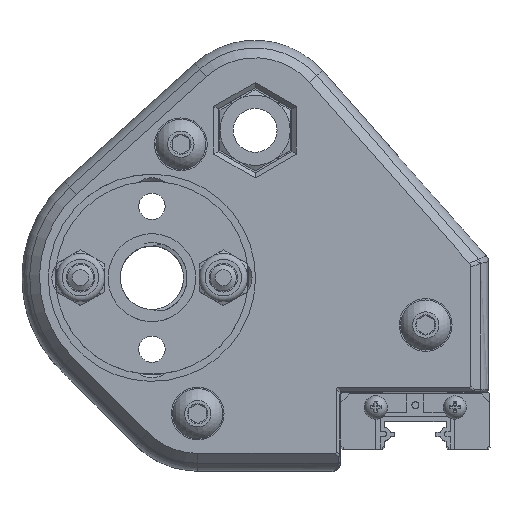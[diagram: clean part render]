
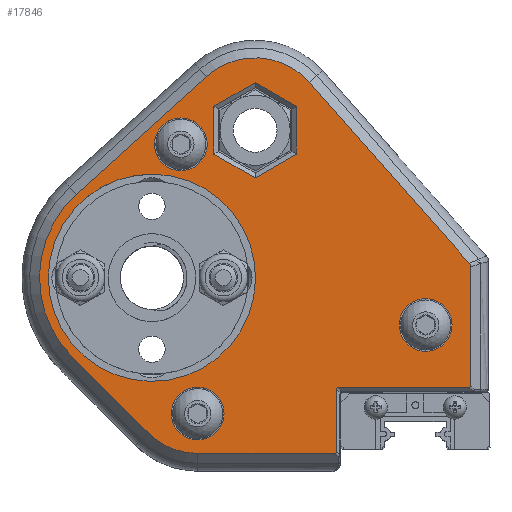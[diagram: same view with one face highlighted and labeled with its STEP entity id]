
A CAD part, top view. The second image highlights one B-rep face of the part: STEP entity #17846.
In plain terms, the highlighted planar face has unit normal (0, 0, 1).
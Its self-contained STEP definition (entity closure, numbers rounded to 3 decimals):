
#93=ELLIPSE('',#19417,0.52,0.3);
#94=ELLIPSE('',#19420,0.52,0.3);
#95=ELLIPSE('',#19423,0.52,0.3);
#101=ELLIPSE('',#19456,1.464,1.);
#811=FACE_BOUND('',#3426,.T.);
#812=FACE_BOUND('',#3427,.T.);
#813=FACE_BOUND('',#3428,.T.);
#814=FACE_BOUND('',#3429,.T.);
#815=FACE_BOUND('',#3430,.T.);
#1151=PLANE('',#19455);
#2289=FACE_OUTER_BOUND('',#3425,.T.);
#3425=EDGE_LOOP('',(#14235,#14236,#14237,#14238,#14239,#14240,#14241,#14242,
#14243,#14244,#14245,#14246,#14247,#14248));
#3426=EDGE_LOOP('',(#14249));
#3427=EDGE_LOOP('',(#14250,#14251,#14252,#14253,#14254,#14255));
#3428=EDGE_LOOP('',(#14256));
#3429=EDGE_LOOP('',(#14257));
#3430=EDGE_LOOP('',(#14258));
#4705=LINE('',#35397,#6024);
#4709=LINE('',#35406,#6028);
#4743=LINE('',#35753,#6062);
#4745=LINE('',#35760,#6064);
#4746=LINE('',#35764,#6065);
#4747=LINE('',#35768,#6066);
#4748=LINE('',#35771,#6067);
#4749=LINE('',#35776,#6068);
#4750=LINE('',#35778,#6069);
#4751=LINE('',#35780,#6070);
#4752=LINE('',#35782,#6071);
#4753=LINE('',#35784,#6072);
#4754=LINE('',#35785,#6073);
#6024=VECTOR('',#22836,10.);
#6028=VECTOR('',#22846,10.);
#6062=VECTOR('',#22950,10.);
#6064=VECTOR('',#22958,10.);
#6065=VECTOR('',#22961,10.);
#6066=VECTOR('',#22964,10.);
#6067=VECTOR('',#22967,10.);
#6068=VECTOR('',#22970,10.);
#6069=VECTOR('',#22971,10.);
#6070=VECTOR('',#22972,10.);
#6071=VECTOR('',#22973,10.);
#6072=VECTOR('',#22974,10.);
#6073=VECTOR('',#22975,10.);
#7002=CIRCLE('',#19457,8.25);
#7003=CIRCLE('',#19458,12.8);
#7004=CIRCLE('',#19459,8.);
#7005=CIRCLE('',#19460,3.);
#7006=CIRCLE('',#19461,11.8);
#7007=CIRCLE('',#19462,3.);
#7008=CIRCLE('',#19463,3.);
#8191=VERTEX_POINT('',#35394);
#8192=VERTEX_POINT('',#35396);
#8193=VERTEX_POINT('',#35400);
#8194=VERTEX_POINT('',#35404);
#8195=VERTEX_POINT('',#35408);
#8198=VERTEX_POINT('',#35423);
#8240=VERTEX_POINT('',#35751);
#8241=VERTEX_POINT('',#35757);
#8242=VERTEX_POINT('',#35759);
#8243=VERTEX_POINT('',#35761);
#8244=VERTEX_POINT('',#35763);
#8245=VERTEX_POINT('',#35765);
#8246=VERTEX_POINT('',#35767);
#8247=VERTEX_POINT('',#35769);
#8248=VERTEX_POINT('',#35772);
#8249=VERTEX_POINT('',#35774);
#8250=VERTEX_POINT('',#35775);
#8251=VERTEX_POINT('',#35777);
#8252=VERTEX_POINT('',#35779);
#8253=VERTEX_POINT('',#35781);
#8254=VERTEX_POINT('',#35783);
#8255=VERTEX_POINT('',#35786);
#8256=VERTEX_POINT('',#35788);
#8257=VERTEX_POINT('',#35790);
#10305=EDGE_CURVE('',#8192,#8191,#4705,.T.);
#10308=EDGE_CURVE('',#8193,#8191,#93,.T.);
#10310=EDGE_CURVE('',#8194,#8193,#4709,.T.);
#10312=EDGE_CURVE('',#8195,#8194,#94,.T.);
#10316=EDGE_CURVE('',#8192,#8198,#95,.T.);
#10372=EDGE_CURVE('',#8240,#8195,#4743,.T.);
#10374=EDGE_CURVE('',#8241,#8240,#101,.T.);
#10375=EDGE_CURVE('',#8241,#8242,#4745,.T.);
#10376=EDGE_CURVE('',#8242,#8243,#7002,.T.);
#10377=EDGE_CURVE('',#8243,#8244,#4746,.T.);
#10378=EDGE_CURVE('',#8244,#8245,#7003,.T.);
#10379=EDGE_CURVE('',#8245,#8246,#4747,.T.);
#10380=EDGE_CURVE('',#8246,#8247,#7004,.T.);
#10381=EDGE_CURVE('',#8247,#8198,#4748,.T.);
#10382=EDGE_CURVE('',#8248,#8248,#7005,.T.);
#10383=EDGE_CURVE('',#8249,#8250,#4749,.T.);
#10384=EDGE_CURVE('',#8250,#8251,#4750,.T.);
#10385=EDGE_CURVE('',#8251,#8252,#4751,.T.);
#10386=EDGE_CURVE('',#8252,#8253,#4752,.T.);
#10387=EDGE_CURVE('',#8253,#8254,#4753,.T.);
#10388=EDGE_CURVE('',#8254,#8249,#4754,.T.);
#10389=EDGE_CURVE('',#8255,#8255,#7006,.T.);
#10390=EDGE_CURVE('',#8256,#8256,#7007,.T.);
#10391=EDGE_CURVE('',#8257,#8257,#7008,.T.);
#14235=ORIENTED_EDGE('',*,*,#10316,.F.);
#14236=ORIENTED_EDGE('',*,*,#10305,.T.);
#14237=ORIENTED_EDGE('',*,*,#10308,.F.);
#14238=ORIENTED_EDGE('',*,*,#10310,.F.);
#14239=ORIENTED_EDGE('',*,*,#10312,.F.);
#14240=ORIENTED_EDGE('',*,*,#10372,.F.);
#14241=ORIENTED_EDGE('',*,*,#10374,.F.);
#14242=ORIENTED_EDGE('',*,*,#10375,.T.);
#14243=ORIENTED_EDGE('',*,*,#10376,.T.);
#14244=ORIENTED_EDGE('',*,*,#10377,.T.);
#14245=ORIENTED_EDGE('',*,*,#10378,.T.);
#14246=ORIENTED_EDGE('',*,*,#10379,.T.);
#14247=ORIENTED_EDGE('',*,*,#10380,.T.);
#14248=ORIENTED_EDGE('',*,*,#10381,.T.);
#14249=ORIENTED_EDGE('',*,*,#10382,.T.);
#14250=ORIENTED_EDGE('',*,*,#10383,.T.);
#14251=ORIENTED_EDGE('',*,*,#10384,.T.);
#14252=ORIENTED_EDGE('',*,*,#10385,.T.);
#14253=ORIENTED_EDGE('',*,*,#10386,.T.);
#14254=ORIENTED_EDGE('',*,*,#10387,.T.);
#14255=ORIENTED_EDGE('',*,*,#10388,.T.);
#14256=ORIENTED_EDGE('',*,*,#10389,.F.);
#14257=ORIENTED_EDGE('',*,*,#10390,.F.);
#14258=ORIENTED_EDGE('',*,*,#10391,.F.);
#17846=ADVANCED_FACE('',(#2289,#811,#812,#813,#814,#815),#1151,.F.);
#19417=AXIS2_PLACEMENT_3D('',#35402,#22841,#22842);
#19420=AXIS2_PLACEMENT_3D('',#35410,#22850,#22851);
#19423=AXIS2_PLACEMENT_3D('',#35424,#22858,#22859);
#19455=AXIS2_PLACEMENT_3D('',#35756,#22954,#22955);
#19456=AXIS2_PLACEMENT_3D('',#35758,#22956,#22957);
#19457=AXIS2_PLACEMENT_3D('',#35762,#22959,#22960);
#19458=AXIS2_PLACEMENT_3D('',#35766,#22962,#22963);
#19459=AXIS2_PLACEMENT_3D('',#35770,#22965,#22966);
#19460=AXIS2_PLACEMENT_3D('',#35773,#22968,#22969);
#19461=AXIS2_PLACEMENT_3D('',#35787,#22976,#22977);
#19462=AXIS2_PLACEMENT_3D('',#35789,#22978,#22979);
#19463=AXIS2_PLACEMENT_3D('',#35791,#22980,#22981);
#22836=DIRECTION('',(0.,1.,0.));
#22841=DIRECTION('center_axis',(0.,0.,1.));
#22842=DIRECTION('ref_axis',(-0.707,0.707,0.));
#22846=DIRECTION('',(-1.,0.,0.));
#22850=DIRECTION('center_axis',(0.,0.,-1.));
#22851=DIRECTION('ref_axis',(0.707,-0.707,0.));
#22858=DIRECTION('center_axis',(0.,0.,-1.));
#22859=DIRECTION('ref_axis',(0.707,-0.707,0.));
#22950=DIRECTION('',(0.,-1.,0.));
#22954=DIRECTION('center_axis',(0.,0.,-1.));
#22955=DIRECTION('ref_axis',(1.,0.,0.));
#22956=DIRECTION('center_axis',(0.,0.,-1.));
#22957=DIRECTION('ref_axis',(0.935,0.354,0.));
#22958=DIRECTION('',(-0.662,0.749,0.));
#22959=DIRECTION('center_axis',(0.,0.,1.));
#22960=DIRECTION('ref_axis',(-0.672,0.741,0.));
#22961=DIRECTION('',(-0.741,-0.672,0.));
#22962=DIRECTION('center_axis',(0.,0.,1.));
#22963=DIRECTION('ref_axis',(-0.707,-0.707,0.));
#22964=DIRECTION('',(0.707,-0.707,0.));
#22965=DIRECTION('center_axis',(0.,0.,1.));
#22966=DIRECTION('ref_axis',(-0.383,-0.924,0.));
#22967=DIRECTION('',(1.,0.,0.));
#22968=DIRECTION('center_axis',(0.,0.,-1.));
#22969=DIRECTION('ref_axis',(-1.,0.,0.));
#22970=DIRECTION('',(-0.866,0.5,0.));
#22971=DIRECTION('',(0.,1.,0.));
#22972=DIRECTION('',(0.866,0.5,0.));
#22973=DIRECTION('',(0.866,-0.5,0.));
#22974=DIRECTION('',(0.,-1.,0.));
#22975=DIRECTION('',(-0.866,-0.5,0.));
#22976=DIRECTION('center_axis',(0.,0.,1.));
#22977=DIRECTION('ref_axis',(-0.776,-0.631,0.));
#22978=DIRECTION('center_axis',(0.,0.,1.));
#22979=DIRECTION('ref_axis',(1.,0.,0.));
#22980=DIRECTION('center_axis',(0.,0.,1.));
#22981=DIRECTION('ref_axis',(1.,0.,0.));
#35394=CARTESIAN_POINT('',(0.,-1.212,0.));
#35396=CARTESIAN_POINT('',(0.,-8.288,0.));
#35397=CARTESIAN_POINT('',(0.,1.763,0.));
#35400=CARTESIAN_POINT('',(0.212,-1.,0.));
#35402=CARTESIAN_POINT('Origin',(0.424,-1.424,0.));
#35404=CARTESIAN_POINT('',(15.083,-1.,0.));
#35406=CARTESIAN_POINT('',(-3.376,-1.,0.));
#35408=CARTESIAN_POINT('',(15.295,-0.788,0.));
#35410=CARTESIAN_POINT('Origin',(14.871,-0.576,0.));
#35423=CARTESIAN_POINT('',(-0.212,-8.5,0.));
#35424=CARTESIAN_POINT('Origin',(-0.424,-8.076,0.));
#35751=CARTESIAN_POINT('',(15.295,12.709,0.));
#35753=CARTESIAN_POINT('',(15.295,13.595,0.));
#35756=CARTESIAN_POINT('Origin',(-7.252,14.025,0.));
#35757=CARTESIAN_POINT('',(15.118,13.177,0.));
#35758=CARTESIAN_POINT('Origin',(13.881,12.441,0.));
#35759=CARTESIAN_POINT('',(-3.067,33.762,0.));
#35760=CARTESIAN_POINT('',(12.346,16.314,0.));
#35761=CARTESIAN_POINT('',(-14.791,34.412,0.));
#35762=CARTESIAN_POINT('Origin',(-9.25,28.3,0.));
#35763=CARTESIAN_POINT('',(-29.601,20.984,0.));
#35764=CARTESIAN_POINT('',(-17.795,31.689,0.));
#35765=CARTESIAN_POINT('',(-30.055,2.451,0.));
#35766=CARTESIAN_POINT('Origin',(-21.004,11.502,0.));
#35767=CARTESIAN_POINT('',(-21.447,-6.157,0.));
#35768=CARTESIAN_POINT('',(-27.248,-0.357,0.));
#35769=CARTESIAN_POINT('',(-15.79,-8.5,0.));
#35770=CARTESIAN_POINT('Origin',(-15.79,-0.5,0.));
#35771=CARTESIAN_POINT('',(-13.592,-8.5,0.));
#35772=CARTESIAN_POINT('',(13.175,6.125,0.));
#35773=CARTESIAN_POINT('Origin',(10.175,6.125,0.));
#35774=CARTESIAN_POINT('',(-9.25,22.873,0.));
#35775=CARTESIAN_POINT('',(-13.95,25.586,0.));
#35776=CARTESIAN_POINT('',(-8.81,22.619,0.));
#35777=CARTESIAN_POINT('',(-13.95,31.014,0.));
#35778=CARTESIAN_POINT('',(-13.95,22.375,0.));
#35779=CARTESIAN_POINT('',(-9.25,33.727,0.));
#35780=CARTESIAN_POINT('',(-14.241,30.845,0.));
#35781=CARTESIAN_POINT('',(-4.55,31.014,0.));
#35782=CARTESIAN_POINT('',(-2.01,29.547,0.));
#35783=CARTESIAN_POINT('',(-4.55,25.586,0.));
#35784=CARTESIAN_POINT('',(-4.55,19.95,0.));
#35785=CARTESIAN_POINT('',(-8.941,23.051,0.));
#35786=CARTESIAN_POINT('',(-11.851,18.949,0.));
#35787=CARTESIAN_POINT('Origin',(-21.004,11.502,0.));
#35788=CARTESIAN_POINT('',(-18.79,-3.972,0.));
#35789=CARTESIAN_POINT('Origin',(-15.79,-3.972,0.));
#35790=CARTESIAN_POINT('',(-20.705,26.702,0.));
#35791=CARTESIAN_POINT('Origin',(-17.705,26.702,0.));
